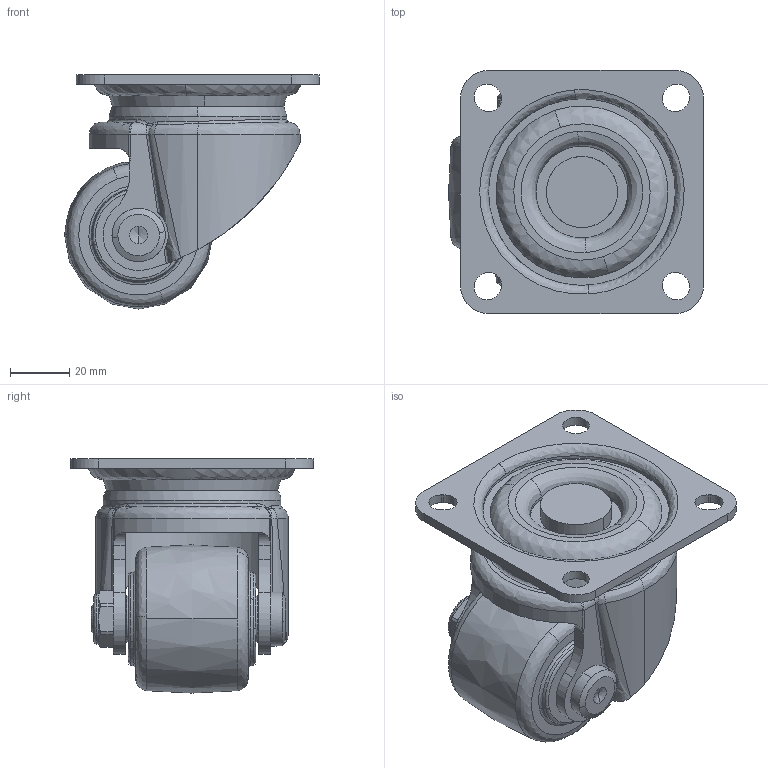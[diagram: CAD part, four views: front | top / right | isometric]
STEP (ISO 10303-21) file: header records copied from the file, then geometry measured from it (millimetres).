
FILE_DESCRIPTION( (''), '2;1');
FILE_NAME ('PC50.11624.TCA_54NL_NRB50_18945.stp','2021-09-07T16:47:06',(''),(''),'spGate 17.5.2','','');
FILE_SCHEMA (('AUTOMOTIVE_DESIGN'));
Length unit declared in the file: millimetre
Products named in the file (8): Assembly; wheel; seal; nut; body; axle; mounting plate; main shaft
Assembly tree (7 placements, depth 2):
  Assembly
    wheel
    seal
    nut
    body
    axle
    mounting plate
    main shaft
Bounding box: 86 x 82 x 79 mm (x, y, z)
Volume: 168472.6 mm3; surface area: 56768.8 mm2
Topology: 7 solids, 7 shells, 246 faces, 717 edges, 492 vertices
Faces by surface type: bspline 89, cylinder 82, plane 75
Entity records: 17560 total; most frequent: CARTESIAN_POINT 5784, ORIENTED_EDGE 1422, DIRECTION 1246, COLOUR_RGB 964, PRESENTATION_STYLE_ASSIGNMENT 964, STYLED_ITEM 964, EDGE_CURVE 711, DRAUGHTING_PRE_DEFINED_CURVE_FONT 711
